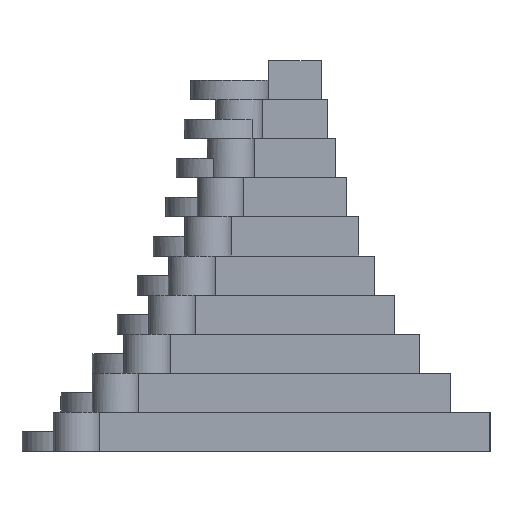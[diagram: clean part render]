
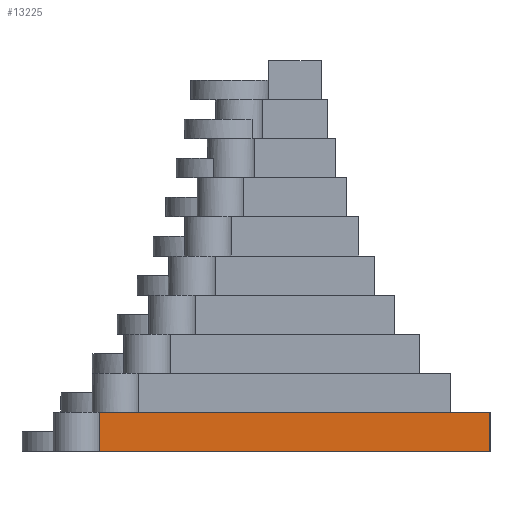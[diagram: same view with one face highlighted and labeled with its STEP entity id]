
A CAD part, left-side view. The second image highlights one B-rep face of the part: STEP entity #13225.
In plain terms, the highlighted planar face has unit normal (-1, 0, 0).
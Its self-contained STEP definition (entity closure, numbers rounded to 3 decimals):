
#10777 = PLANE('',#10778);
#10778 = AXIS2_PLACEMENT_3D('',#10779,#10780,#10781);
#10779 = CARTESIAN_POINT('',(0.,0.,5.));
#10780 = DIRECTION('',(0.,0.,1.));
#10781 = DIRECTION('',(1.,0.,-0.));
#11832 = VERTEX_POINT('',#11833);
#11833 = CARTESIAN_POINT('',(-50.,25.,5.));
#11847 = PLANE('',#11848);
#11848 = AXIS2_PLACEMENT_3D('',#11849,#11850,#11851);
#11849 = CARTESIAN_POINT('',(50.,25.,0.));
#11850 = DIRECTION('',(0.,-1.,0.));
#11851 = DIRECTION('',(-1.,0.,0.));
#11859 = EDGE_CURVE('',#11832,#11860,#11862,.T.);
#11860 = VERTEX_POINT('',#11861);
#11861 = CARTESIAN_POINT('',(-50.,-25.,5.));
#11862 = SURFACE_CURVE('',#11863,(#11867,#11874),.PCURVE_S1.);
#11863 = LINE('',#11864,#11865);
#11864 = CARTESIAN_POINT('',(-50.,25.,5.));
#11865 = VECTOR('',#11866,1.);
#11866 = DIRECTION('',(0.,-1.,0.));
#11867 = PCURVE('',#10777,#11868);
#11868 = DEFINITIONAL_REPRESENTATION('',(#11869),#11873);
#11869 = LINE('',#11870,#11871);
#11870 = CARTESIAN_POINT('',(-50.,25.));
#11871 = VECTOR('',#11872,1.);
#11872 = DIRECTION('',(0.,-1.));
#11873 = ( GEOMETRIC_REPRESENTATION_CONTEXT(2) 
PARAMETRIC_REPRESENTATION_CONTEXT() REPRESENTATION_CONTEXT('2D SPACE',''
  ) );
#11874 = PCURVE('',#11875,#11880);
#11875 = PLANE('',#11876);
#11876 = AXIS2_PLACEMENT_3D('',#11877,#11878,#11879);
#11877 = CARTESIAN_POINT('',(-50.,25.,0.));
#11878 = DIRECTION('',(1.,0.,-0.));
#11879 = DIRECTION('',(0.,-1.,0.));
#11880 = DEFINITIONAL_REPRESENTATION('',(#11881),#11885);
#11881 = LINE('',#11882,#11883);
#11882 = CARTESIAN_POINT('',(0.,-5.));
#11883 = VECTOR('',#11884,1.);
#11884 = DIRECTION('',(1.,0.));
#11885 = ( GEOMETRIC_REPRESENTATION_CONTEXT(2) 
PARAMETRIC_REPRESENTATION_CONTEXT() REPRESENTATION_CONTEXT('2D SPACE',''
  ) );
#11903 = PLANE('',#11904);
#11904 = AXIS2_PLACEMENT_3D('',#11905,#11906,#11907);
#11905 = CARTESIAN_POINT('',(-50.,-25.,0.));
#11906 = DIRECTION('',(0.,1.,0.));
#11907 = DIRECTION('',(1.,0.,0.));
#12241 = PLANE('',#12242);
#12242 = AXIS2_PLACEMENT_3D('',#12243,#12244,#12245);
#12243 = CARTESIAN_POINT('',(0.,0.,0.));
#12244 = DIRECTION('',(0.,0.,1.));
#12245 = DIRECTION('',(1.,0.,-0.));
#13180 = EDGE_CURVE('',#13181,#11860,#13183,.T.);
#13181 = VERTEX_POINT('',#13182);
#13182 = CARTESIAN_POINT('',(-50.,-25.,0.));
#13183 = SURFACE_CURVE('',#13184,(#13188,#13195),.PCURVE_S1.);
#13184 = LINE('',#13185,#13186);
#13185 = CARTESIAN_POINT('',(-50.,-25.,0.));
#13186 = VECTOR('',#13187,1.);
#13187 = DIRECTION('',(0.,0.,1.));
#13188 = PCURVE('',#11903,#13189);
#13189 = DEFINITIONAL_REPRESENTATION('',(#13190),#13194);
#13190 = LINE('',#13191,#13192);
#13191 = CARTESIAN_POINT('',(0.,0.));
#13192 = VECTOR('',#13193,1.);
#13193 = DIRECTION('',(0.,-1.));
#13194 = ( GEOMETRIC_REPRESENTATION_CONTEXT(2) 
PARAMETRIC_REPRESENTATION_CONTEXT() REPRESENTATION_CONTEXT('2D SPACE',''
  ) );
#13195 = PCURVE('',#11875,#13196);
#13196 = DEFINITIONAL_REPRESENTATION('',(#13197),#13201);
#13197 = LINE('',#13198,#13199);
#13198 = CARTESIAN_POINT('',(50.,0.));
#13199 = VECTOR('',#13200,1.);
#13200 = DIRECTION('',(0.,-1.));
#13201 = ( GEOMETRIC_REPRESENTATION_CONTEXT(2) 
PARAMETRIC_REPRESENTATION_CONTEXT() REPRESENTATION_CONTEXT('2D SPACE',''
  ) );
#13225 = ADVANCED_FACE('',(#13226),#11875,.F.);
#13226 = FACE_BOUND('',#13227,.F.);
#13227 = EDGE_LOOP('',(#13228,#13251,#13252,#13253));
#13228 = ORIENTED_EDGE('',*,*,#13229,.T.);
#13229 = EDGE_CURVE('',#13230,#11832,#13232,.T.);
#13230 = VERTEX_POINT('',#13231);
#13231 = CARTESIAN_POINT('',(-50.,25.,0.));
#13232 = SURFACE_CURVE('',#13233,(#13237,#13244),.PCURVE_S1.);
#13233 = LINE('',#13234,#13235);
#13234 = CARTESIAN_POINT('',(-50.,25.,0.));
#13235 = VECTOR('',#13236,1.);
#13236 = DIRECTION('',(0.,0.,1.));
#13237 = PCURVE('',#11875,#13238);
#13238 = DEFINITIONAL_REPRESENTATION('',(#13239),#13243);
#13239 = LINE('',#13240,#13241);
#13240 = CARTESIAN_POINT('',(0.,0.));
#13241 = VECTOR('',#13242,1.);
#13242 = DIRECTION('',(0.,-1.));
#13243 = ( GEOMETRIC_REPRESENTATION_CONTEXT(2) 
PARAMETRIC_REPRESENTATION_CONTEXT() REPRESENTATION_CONTEXT('2D SPACE',''
  ) );
#13244 = PCURVE('',#11847,#13245);
#13245 = DEFINITIONAL_REPRESENTATION('',(#13246),#13250);
#13246 = LINE('',#13247,#13248);
#13247 = CARTESIAN_POINT('',(100.,0.));
#13248 = VECTOR('',#13249,1.);
#13249 = DIRECTION('',(0.,-1.));
#13250 = ( GEOMETRIC_REPRESENTATION_CONTEXT(2) 
PARAMETRIC_REPRESENTATION_CONTEXT() REPRESENTATION_CONTEXT('2D SPACE',''
  ) );
#13251 = ORIENTED_EDGE('',*,*,#11859,.T.);
#13252 = ORIENTED_EDGE('',*,*,#13180,.F.);
#13253 = ORIENTED_EDGE('',*,*,#13254,.F.);
#13254 = EDGE_CURVE('',#13230,#13181,#13255,.T.);
#13255 = SURFACE_CURVE('',#13256,(#13260,#13267),.PCURVE_S1.);
#13256 = LINE('',#13257,#13258);
#13257 = CARTESIAN_POINT('',(-50.,25.,0.));
#13258 = VECTOR('',#13259,1.);
#13259 = DIRECTION('',(0.,-1.,0.));
#13260 = PCURVE('',#11875,#13261);
#13261 = DEFINITIONAL_REPRESENTATION('',(#13262),#13266);
#13262 = LINE('',#13263,#13264);
#13263 = CARTESIAN_POINT('',(0.,0.));
#13264 = VECTOR('',#13265,1.);
#13265 = DIRECTION('',(1.,0.));
#13266 = ( GEOMETRIC_REPRESENTATION_CONTEXT(2) 
PARAMETRIC_REPRESENTATION_CONTEXT() REPRESENTATION_CONTEXT('2D SPACE',''
  ) );
#13267 = PCURVE('',#12241,#13268);
#13268 = DEFINITIONAL_REPRESENTATION('',(#13269),#13273);
#13269 = LINE('',#13270,#13271);
#13270 = CARTESIAN_POINT('',(-50.,25.));
#13271 = VECTOR('',#13272,1.);
#13272 = DIRECTION('',(0.,-1.));
#13273 = ( GEOMETRIC_REPRESENTATION_CONTEXT(2) 
PARAMETRIC_REPRESENTATION_CONTEXT() REPRESENTATION_CONTEXT('2D SPACE',''
  ) );
